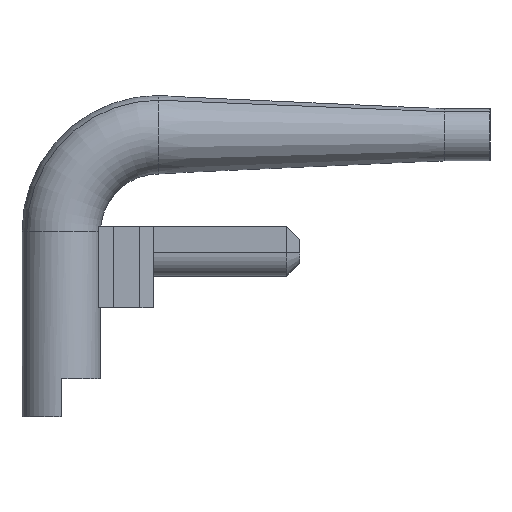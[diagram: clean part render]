
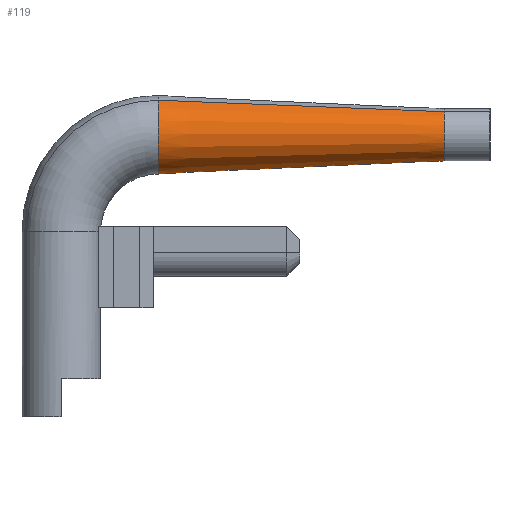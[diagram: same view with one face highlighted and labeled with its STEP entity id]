
A CAD part, left-side view. The second image highlights one B-rep face of the part: STEP entity #119.
In plain terms, the highlighted conical face has half-angle 2.626 degrees and reference radius 1 mm.
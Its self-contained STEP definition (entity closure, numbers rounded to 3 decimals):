
#55=AXIS2_PLACEMENT_3D('Circle Axis2P3D',#53,#54,$) ;
#92=AXIS2_PLACEMENT_3D('Cone Axis2P3D',#89,#90,#91) ;
#103=AXIS2_PLACEMENT_3D('Circle Axis2P3D',#101,#102,$) ;
#50=CARTESIAN_POINT('Vertex',(1.021,1.75,11.628)) ;
#53=CARTESIAN_POINT('Axis2P3D Location',(1.5,1.75,10.75)) ;
#57=CARTESIAN_POINT('Vertex',(1.979,1.75,9.872)) ;
#89=CARTESIAN_POINT('Axis2P3D Location',(1.5,1.75,10.75)) ;
#94=CARTESIAN_POINT('Line Origine',(0.901,7.2,11.847)) ;
#98=CARTESIAN_POINT('Vertex',(0.781,12.65,12.066)) ;
#101=CARTESIAN_POINT('Axis2P3D Location',(1.5,12.65,10.75)) ;
#105=CARTESIAN_POINT('Vertex',(2.219,12.65,9.434)) ;
#108=CARTESIAN_POINT('Line Origine',(2.099,7.2,9.653)) ;
#54=DIRECTION('Axis2P3D Direction',(0.,-1.,0.)) ;
#90=DIRECTION('Axis2P3D Direction',(-0.,1.,-0.)) ;
#91=DIRECTION('Axis2P3D XDirection',(-0.479,0.,0.878)) ;
#95=DIRECTION('Vector Direction',(-0.022,0.999,0.04)) ;
#102=DIRECTION('Axis2P3D Direction',(0.,1.,-0.)) ;
#109=DIRECTION('Vector Direction',(0.022,0.999,-0.04)) ;
#96=VECTOR('Line Direction',#95,1.) ;
#110=VECTOR('Line Direction',#109,1.) ;
#114=ORIENTED_EDGE('',*,*,#59,.F.) ;
#115=ORIENTED_EDGE('',*,*,#100,.T.) ;
#116=ORIENTED_EDGE('',*,*,#107,.F.) ;
#117=ORIENTED_EDGE('',*,*,#112,.F.) ;
#119=ADVANCED_FACE('Hauptkoerper',(#118),#93,.T.) ;
#56=CIRCLE('generated circle',#55,1.) ;
#104=CIRCLE('generated circle',#103,1.5) ;
#93=CONICAL_SURFACE('Cone',#92,1.,0.046) ;
#59=EDGE_CURVE('',#51,#58,#56,.T.) ;
#100=EDGE_CURVE('',#51,#99,#97,.T.) ;
#107=EDGE_CURVE('',#106,#99,#104,.T.) ;
#112=EDGE_CURVE('',#58,#106,#111,.T.) ;
#113=EDGE_LOOP('',(#114,#115,#116,#117)) ;
#118=FACE_OUTER_BOUND('',#113,.T.) ;
#97=LINE('Line',#94,#96) ;
#111=LINE('Line',#108,#110) ;
#51=VERTEX_POINT('',#50) ;
#58=VERTEX_POINT('',#57) ;
#99=VERTEX_POINT('',#98) ;
#106=VERTEX_POINT('',#105) ;
